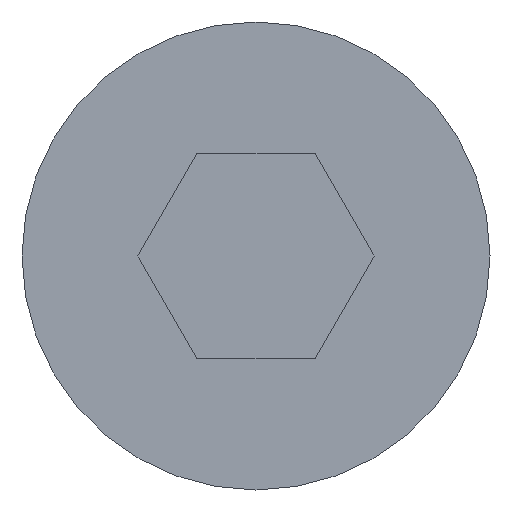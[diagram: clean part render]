
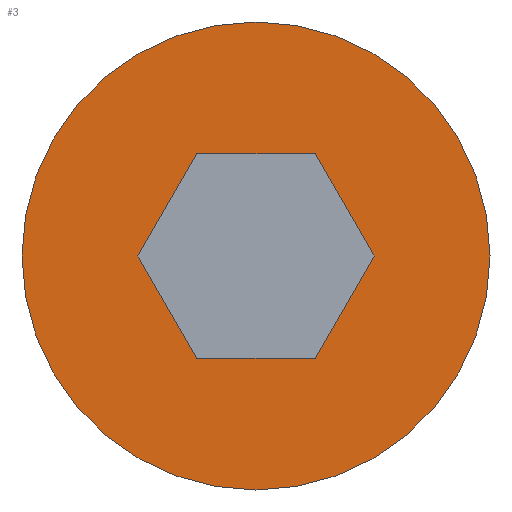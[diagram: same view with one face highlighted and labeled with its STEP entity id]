
A CAD part, left-side view. The second image highlights one B-rep face of the part: STEP entity #3.
In plain terms, the highlighted planar face has unit normal (-1, 0, 0).
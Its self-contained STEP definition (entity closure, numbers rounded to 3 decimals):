
#3 = ADVANCED_FACE ( 'NONE', ( #377, #371 ), #152, .F. ) ;
#10 = VERTEX_POINT ( 'NONE', #449 ) ;
#27 = CARTESIAN_POINT ( 'NONE',  ( 0., 1.767, 0. ) ) ;
#30 = LINE ( 'NONE', #392, #411 ) ;
#41 = VERTEX_POINT ( 'NONE', #343 ) ;
#43 = ORIENTED_EDGE ( 'NONE', *, *, #315, .F. ) ;
#46 = EDGE_CURVE ( 'NONE', #10, #136, #197, .T. ) ;
#50 = ORIENTED_EDGE ( 'NONE', *, *, #422, .F. ) ;
#61 = CARTESIAN_POINT ( 'NONE',  ( 0., 0., 0. ) ) ;
#62 = VERTEX_POINT ( 'NONE', #164 ) ;
#69 = EDGE_CURVE ( 'NONE', #136, #226, #303, .T. ) ;
#70 = CARTESIAN_POINT ( 'NONE',  ( 0., 0., -3.5 ) ) ;
#74 = EDGE_LOOP ( 'NONE', ( #80, #302 ) ) ;
#80 = ORIENTED_EDGE ( 'NONE', *, *, #267, .F. ) ;
#87 = CARTESIAN_POINT ( 'NONE',  ( 0., 0., 0. ) ) ;
#92 = CARTESIAN_POINT ( 'NONE',  ( 0., 0.883, 1.53 ) ) ;
#93 = VECTOR ( 'NONE', #146, 1000. ) ;
#103 = DIRECTION ( 'NONE',  ( 1., 0., 0. ) ) ;
#104 = CARTESIAN_POINT ( 'NONE',  ( 0., 0.883, -1.53 ) ) ;
#108 = CARTESIAN_POINT ( 'NONE',  ( 0., 0., 0. ) ) ;
#112 = CARTESIAN_POINT ( 'NONE',  ( 0., -0.883, -1.53 ) ) ;
#122 = CARTESIAN_POINT ( 'NONE',  ( 0., 1.767, 0. ) ) ;
#126 = LINE ( 'NONE', #378, #154 ) ;
#130 = DIRECTION ( 'NONE',  ( 0., 0., -1. ) ) ;
#136 = VERTEX_POINT ( 'NONE', #27 ) ;
#142 = EDGE_LOOP ( 'NONE', ( #293, #50, #43, #253, #364, #185 ) ) ;
#146 = DIRECTION ( 'NONE',  ( 0., -0.5, 0.866 ) ) ;
#149 = CIRCLE ( 'NONE', #221, 3.5 ) ;
#152 = PLANE ( 'NONE',  #438 ) ;
#154 = VECTOR ( 'NONE', #338, 1000. ) ;
#156 = EDGE_CURVE ( 'NONE', #62, #325, #126, .T. ) ;
#164 = CARTESIAN_POINT ( 'NONE',  ( 0., -1.767, 0. ) ) ;
#167 = CARTESIAN_POINT ( 'NONE',  ( 0., -0.883, -1.53 ) ) ;
#175 = CARTESIAN_POINT ( 'NONE',  ( 0., -0.883, 1.53 ) ) ;
#178 = DIRECTION ( 'NONE',  ( 0., 0., -1. ) ) ;
#185 = ORIENTED_EDGE ( 'NONE', *, *, #366, .F. ) ;
#197 = LINE ( 'NONE', #92, #242 ) ;
#212 = VECTOR ( 'NONE', #229, 1000. ) ;
#215 = VERTEX_POINT ( 'NONE', #70 ) ;
#217 = LINE ( 'NONE', #112, #93 ) ;
#221 = AXIS2_PLACEMENT_3D ( 'NONE', #61, #103, #130 ) ;
#226 = VERTEX_POINT ( 'NONE', #104 ) ;
#229 = DIRECTION ( 'NONE',  ( 0., -0.5, -0.866 ) ) ;
#242 = VECTOR ( 'NONE', #269, 1000. ) ;
#253 = ORIENTED_EDGE ( 'NONE', *, *, #69, .F. ) ;
#255 = CARTESIAN_POINT ( 'NONE',  ( 0., -0.883, 1.53 ) ) ;
#264 = VERTEX_POINT ( 'NONE', #167 ) ;
#266 = DIRECTION ( 'NONE',  ( 0., 0., -1. ) ) ;
#267 = EDGE_CURVE ( 'NONE', #41, #215, #149, .T. ) ;
#269 = DIRECTION ( 'NONE',  ( 0., 0.5, -0.866 ) ) ;
#275 = CIRCLE ( 'NONE', #390, 3.5 ) ;
#293 = ORIENTED_EDGE ( 'NONE', *, *, #156, .F. ) ;
#302 = ORIENTED_EDGE ( 'NONE', *, *, #460, .F. ) ;
#303 = LINE ( 'NONE', #122, #212 ) ;
#306 = DIRECTION ( 'NONE',  ( 1., 0., 0. ) ) ;
#315 = EDGE_CURVE ( 'NONE', #226, #264, #30, .T. ) ;
#325 = VERTEX_POINT ( 'NONE', #175 ) ;
#338 = DIRECTION ( 'NONE',  ( 0., 0.5, 0.866 ) ) ;
#343 = CARTESIAN_POINT ( 'NONE',  ( 0., 0., 3.5 ) ) ;
#354 = DIRECTION ( 'NONE',  ( 0., -1., 0. ) ) ;
#356 = DIRECTION ( 'NONE',  ( 1., 0., 0. ) ) ;
#360 = DIRECTION ( 'NONE',  ( 0., 1., 0. ) ) ;
#364 = ORIENTED_EDGE ( 'NONE', *, *, #46, .F. ) ;
#366 = EDGE_CURVE ( 'NONE', #325, #10, #437, .T. ) ;
#371 = FACE_OUTER_BOUND ( 'NONE', #74, .T. ) ;
#375 = VECTOR ( 'NONE', #360, 1000. ) ;
#377 = FACE_BOUND ( 'NONE', #142, .T. ) ;
#378 = CARTESIAN_POINT ( 'NONE',  ( 0., -1.767, 0. ) ) ;
#390 = AXIS2_PLACEMENT_3D ( 'NONE', #108, #356, #178 ) ;
#392 = CARTESIAN_POINT ( 'NONE',  ( 0., 0.883, -1.53 ) ) ;
#411 = VECTOR ( 'NONE', #354, 1000. ) ;
#422 = EDGE_CURVE ( 'NONE', #264, #62, #217, .T. ) ;
#437 = LINE ( 'NONE', #255, #375 ) ;
#438 = AXIS2_PLACEMENT_3D ( 'NONE', #87, #306, #266 ) ;
#449 = CARTESIAN_POINT ( 'NONE',  ( 0., 0.883, 1.53 ) ) ;
#460 = EDGE_CURVE ( 'NONE', #215, #41, #275, .T. ) ;
